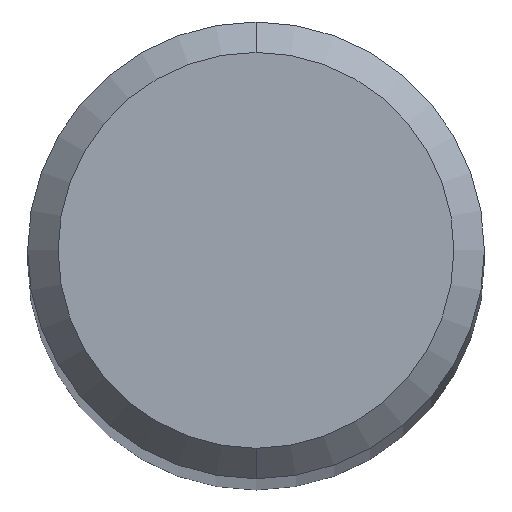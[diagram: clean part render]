
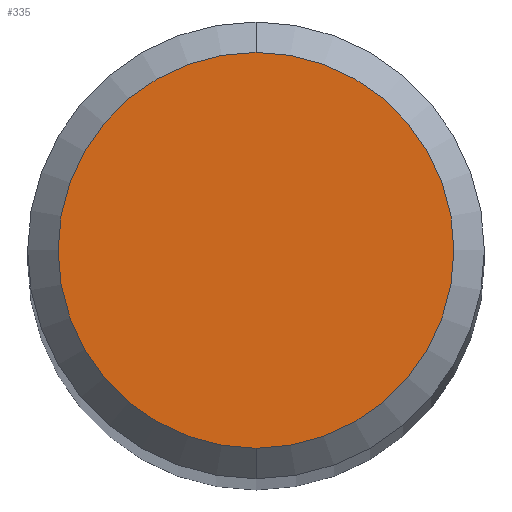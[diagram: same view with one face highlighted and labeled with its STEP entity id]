
A CAD part, top view. The second image highlights one B-rep face of the part: STEP entity #335.
In plain terms, the highlighted planar face has unit normal (0, 0, 1).
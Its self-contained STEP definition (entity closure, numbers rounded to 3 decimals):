
#335=ADVANCED_FACE('',(#889),#890,.T.);
#345=VERTEX_POINT('',#902);
#347=VERTEX_POINT('',#904);
#537=EDGE_CURVE('',#347,#345,#1114,.T.);
#735=EDGE_CURVE('',#345,#347,#1326,.T.);
#889=FACE_OUTER_BOUND('',#1618,.T.);
#890=PLANE('',#1619);
#902=CARTESIAN_POINT('',(0.0,2.6,0.0));
#904=CARTESIAN_POINT('',(0.,-2.6,0.0));
#1114=CIRCLE('',#2588,2.6);
#1326=CIRCLE('',#3597,2.6);
#1618=EDGE_LOOP('',(#4193,#4194));
#1619=AXIS2_PLACEMENT_3D('',#4195,#4196,#4197);
#2588=AXIS2_PLACEMENT_3D('',#4520,#4521,#4522);
#3597=AXIS2_PLACEMENT_3D('',#4749,#4750,#4751);
#4193=ORIENTED_EDGE('',*,*,#735,.F.);
#4194=ORIENTED_EDGE('',*,*,#537,.F.);
#4195=CARTESIAN_POINT('',(0.0,1.3,0.0));
#4196=DIRECTION('',(-0.0,0.0,1.0));
#4197=DIRECTION('',(0.0,-1.0,0.0));
#4520=CARTESIAN_POINT('',(0.0,0.0,0.0));
#4521=DIRECTION('',(0.0,0.0,-1.0));
#4522=DIRECTION('',(0.0,1.0,0.0));
#4749=CARTESIAN_POINT('',(0.0,0.0,0.0));
#4750=DIRECTION('',(0.0,0.0,-1.0));
#4751=DIRECTION('',(0.0,1.0,0.0));
